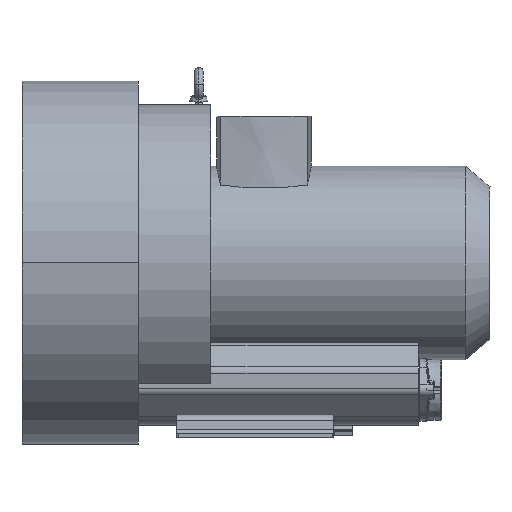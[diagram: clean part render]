
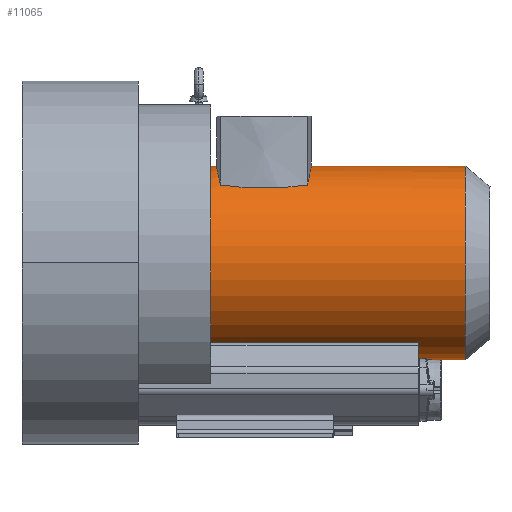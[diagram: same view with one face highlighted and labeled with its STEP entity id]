
A CAD part, left-side view. The second image highlights one B-rep face of the part: STEP entity #11065.
In plain terms, the highlighted cylindrical face has radius 133.26 mm (diameter 266.52 mm), a partial arc.
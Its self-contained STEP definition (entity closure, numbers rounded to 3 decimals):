
#2595=CARTESIAN_POINT('',(0.,7.3,0.));
#2596=DIRECTION('',(0.,1.,0.));
#2597=DIRECTION('',(0.,0.,-1.));
#2598=AXIS2_PLACEMENT_3D('',#2595,#2596,#2597);
#3343=DIRECTION('',(0.,-1.,0.));
#3344=VECTOR('',#3343,7.83);
#3345=CARTESIAN_POINT('',(0.,7.3,133.26));
#3346=LINE('',#3345,#3344);
#3347=DIRECTION('',(0.,-1.,0.));
#3348=VECTOR('',#3347,212.279);
#3349=CARTESIAN_POINT('',(0.,-130.573,
133.26));
#3350=LINE('',#3349,#3348);
#3351=DIRECTION('',(0.,-1.,0.));
#3352=VECTOR('',#3351,350.152);
#3353=CARTESIAN_POINT('',(0.,7.3,
-133.26));
#3354=LINE('',#3353,#3352);
#3355=CARTESIAN_POINT('',(0.,-0.53,
133.26));
#3371=CARTESIAN_POINT('',(-79.26,-5.571,
107.126));
#3372=CARTESIAN_POINT('',(-74.946,-4.958,
110.318));
#3373=CARTESIAN_POINT('',(-65.783,-3.766,
116.302));
#3374=CARTESIAN_POINT('',(-50.237,-2.204,
123.834));
#3375=CARTESIAN_POINT('',(-33.787,-1.076,
129.298));
#3376=CARTESIAN_POINT('',(-16.671,-0.471,
132.584));
#3377=CARTESIAN_POINT('',(-5.511,-0.452,
133.26));
#3378=CARTESIAN_POINT('',(0.,-0.53,
133.26));
#3406=CARTESIAN_POINT('',(0.,-130.573,
133.26));
#3408=CARTESIAN_POINT('',(0.,-130.573,
133.26));
#3409=CARTESIAN_POINT('',(-5.504,-130.65,
133.26));
#3410=CARTESIAN_POINT('',(-16.653,-130.632,
132.586));
#3411=CARTESIAN_POINT('',(-33.768,-130.036,
129.303));
#3412=CARTESIAN_POINT('',(-50.218,-128.92,
123.841));
#3413=CARTESIAN_POINT('',(-65.763,-127.376,
116.313));
#3414=CARTESIAN_POINT('',(-74.918,-126.199,
110.337));
#3415=CARTESIAN_POINT('',(-79.228,-125.594,
107.15));
#3421=CARTESIAN_POINT('',(-79.228,-125.594,
107.15));
#3422=CARTESIAN_POINT('',(-80.188,-120.682,
106.44));
#3423=CARTESIAN_POINT('',(-81.873,-110.811,
105.155));
#3424=CARTESIAN_POINT('',(-83.694,-95.829,
103.705));
#3425=CARTESIAN_POINT('',(-84.795,-80.736,
102.802));
#3426=CARTESIAN_POINT('',(-85.167,-65.583,
102.492));
#3427=CARTESIAN_POINT('',(-84.803,-50.431,
102.795));
#3428=CARTESIAN_POINT('',(-83.71,-35.337,
103.692));
#3429=CARTESIAN_POINT('',(-81.897,-20.355,
105.136));
#3430=CARTESIAN_POINT('',(-80.218,-10.483,106.418));
#3431=CARTESIAN_POINT('',(-79.26,-5.571,
107.126));
#3474=CARTESIAN_POINT('',(0.,-342.852,0.));
#3475=DIRECTION('',(0.,-1.,0.));
#3476=DIRECTION('',(0.,0.,1.));
#3477=AXIS2_PLACEMENT_3D('',#3474,#3475,#3476);
#4518=CARTESIAN_POINT('',(0.,-342.852,
133.26));
#4520=VERTEX_POINT('',#4518);
#4522=CARTESIAN_POINT('',(0.,-342.852,
-133.26));
#4524=VERTEX_POINT('',#4522);
#4526=CARTESIAN_POINT('',(0.,7.3,133.26));
#4528=VERTEX_POINT('',#4526);
#4531=CARTESIAN_POINT('',(0.,7.3,
-133.26));
#4533=VERTEX_POINT('',#4531);
#4538=VERTEX_POINT('',#3421);
#4539=VERTEX_POINT('',#3431);
#4541=VERTEX_POINT('',#3406);
#4543=VERTEX_POINT('',#3355);
#11046=CARTESIAN_POINT('',(0.,-395.9,0.));
#11047=DIRECTION('',(0.,1.,0.));
#11048=DIRECTION('',(0.,0.,-1.));
#11049=AXIS2_PLACEMENT_3D('',#11046,#11047,#11048);
#11050=CYLINDRICAL_SURFACE('',#11049,133.26);
#11051=ORIENTED_EDGE('',*,*,#9931,.T.);
#11052=ORIENTED_EDGE('',*,*,#10008,.T.);
#11054=ORIENTED_EDGE('',*,*,#11053,.F.);
#11056=ORIENTED_EDGE('',*,*,#11055,.F.);
#11058=ORIENTED_EDGE('',*,*,#11057,.F.);
#11059=ORIENTED_EDGE('',*,*,#10000,.T.);
#11061=ORIENTED_EDGE('',*,*,#11060,.T.);
#11062=ORIENTED_EDGE('',*,*,#9996,.F.);
#11063=EDGE_LOOP('',(#11051,#11052,#11054,#11056,#11058,#11059,#11061,#11062));
#11064=FACE_OUTER_BOUND('',#11063,.F.);
#11065=ADVANCED_FACE('',(#11064),#11050,.T.);
#2599=CIRCLE('',#2598,133.26);
#3379=B_SPLINE_CURVE_WITH_KNOTS('',3,(#3371,#3372,#3373,#3374,#3375,#3376,#3377,
#3378),.UNSPECIFIED.,.F.,.F.,(4,1,1,1,1,4),(0.,0.2,0.4,0.6,0.8,1.),
.UNSPECIFIED.);
#3416=B_SPLINE_CURVE_WITH_KNOTS('',3,(#3408,#3409,#3410,#3411,#3412,#3413,#3414,
#3415),.UNSPECIFIED.,.F.,.F.,(4,1,1,1,1,4),(0.,0.2,0.4,0.6,0.8,1.),
.UNSPECIFIED.);
#3432=B_SPLINE_CURVE_WITH_KNOTS('',3,(#3421,#3422,#3423,#3424,#3425,#3426,#3427,
#3428,#3429,#3430,#3431),.UNSPECIFIED.,.F.,.F.,(4,1,1,1,1,1,1,1,4),(0.,
0.125,0.25,0.375,0.5,0.625,0.75,0.875,1.),.UNSPECIFIED.);
#3478=CIRCLE('',#3477,133.26);
#9931=EDGE_CURVE('',#4533,#4528,#2599,.T.);
#9996=EDGE_CURVE('',#4533,#4524,#3354,.T.);
#10000=EDGE_CURVE('',#4541,#4520,#3350,.T.);
#10008=EDGE_CURVE('',#4528,#4543,#3346,.T.);
#11053=EDGE_CURVE('',#4539,#4543,#3379,.T.);
#11055=EDGE_CURVE('',#4538,#4539,#3432,.T.);
#11057=EDGE_CURVE('',#4541,#4538,#3416,.T.);
#11060=EDGE_CURVE('',#4520,#4524,#3478,.T.);
